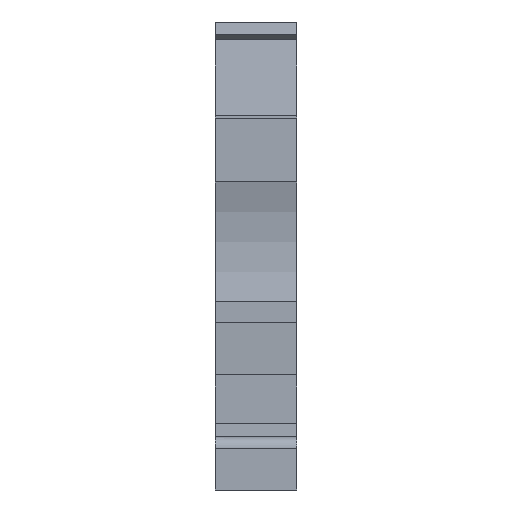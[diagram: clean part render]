
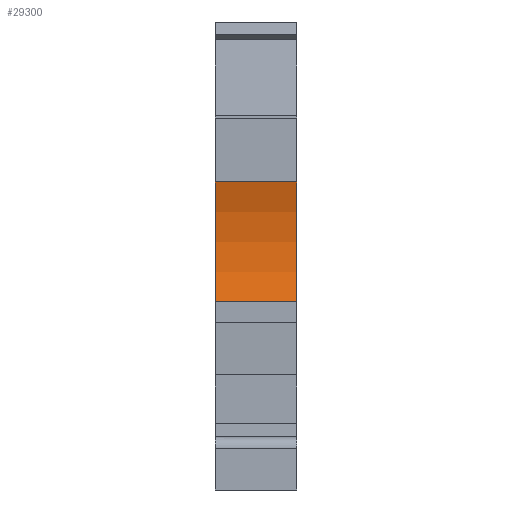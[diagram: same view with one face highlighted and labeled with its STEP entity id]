
A CAD part, front view. The second image highlights one B-rep face of the part: STEP entity #29300.
In plain terms, the highlighted cylindrical face has radius 15 mm (diameter 30 mm), a partial arc.
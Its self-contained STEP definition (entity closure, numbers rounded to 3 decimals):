
#8940=CARTESIAN_POINT('',(-47.2,-1.05,
1.));
#8950=VERTEX_POINT('',#8940);
#8980=CARTESIAN_POINT('',(-61.509,3.45,
1.));
#8990=DIRECTION('',(0.,0.,-1.));
#9000=DIRECTION('',(-1.,0.,0.));
#9010=AXIS2_PLACEMENT_3D('',#8980,#8990,#9000);
#9020=CIRCLE('',#9010,15.);
#9030=CARTESIAN_POINT('',(-47.2,7.95,
1.));
#9040=VERTEX_POINT('',#9030);
#9050=EDGE_CURVE('',#9040,#8950,#9020,.T.);
#13070=CARTESIAN_POINT('',(-47.2,7.95,
-5.15));
#13080=VERTEX_POINT('',#13070);
#13130=CARTESIAN_POINT('',(-47.2,7.95,
-5.15));
#13140=DIRECTION('',(0.,0.,1.));
#13150=VECTOR('',#13140,1.);
#13160=LINE('',#13130,#13150);
#13170=EDGE_CURVE('',#13080,#9040,#13160,.T.);
#17940=CARTESIAN_POINT('',(-47.2,-1.05,
-5.15));
#17950=VERTEX_POINT('',#17940);
#17980=CARTESIAN_POINT('',(-47.2,-1.05,
-5.15));
#17990=DIRECTION('',(0.,0.,1.));
#18000=VECTOR('',#17990,1.);
#18010=LINE('',#17980,#18000);
#18020=EDGE_CURVE('',#17950,#8950,#18010,.T.);
#29130=CARTESIAN_POINT('',(-61.509,3.45,
-5.15));
#29140=DIRECTION('',(0.,0.,1.));
#29150=DIRECTION('',(1.,0.,0.));
#29160=AXIS2_PLACEMENT_3D('',#29130,#29140,#29150);
#29170=CYLINDRICAL_SURFACE('',#29160,15.);
#29180=CARTESIAN_POINT('',(-61.509,3.45,
-5.15));
#29190=DIRECTION('',(0.,0.,-1.));
#29200=DIRECTION('',(-1.,0.,0.));
#29210=AXIS2_PLACEMENT_3D('',#29180,#29190,#29200);
#29220=CIRCLE('',#29210,15.);
#29230=EDGE_CURVE('',#13080,#17950,#29220,.T.);
#29240=ORIENTED_EDGE('',*,*,#29230,.T.);
#29250=ORIENTED_EDGE('',*,*,#13170,.F.);
#29260=ORIENTED_EDGE('',*,*,#9050,.F.);
#29270=ORIENTED_EDGE('',*,*,#18020,.T.);
#29280=EDGE_LOOP('',(#29270,#29260,#29250,#29240));
#29290=FACE_OUTER_BOUND('',#29280,.T.);
#29300=ADVANCED_FACE('',(#29290),#29170,.F.);
